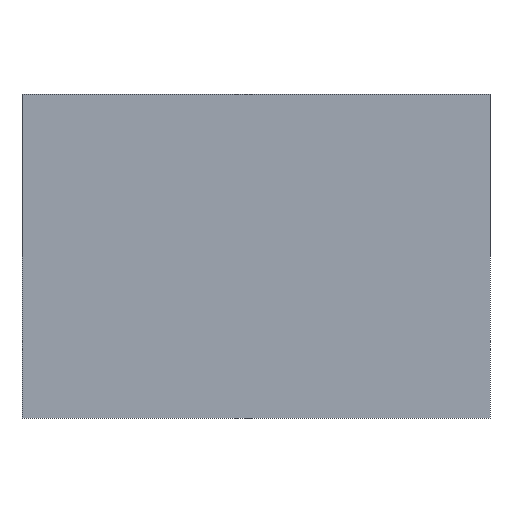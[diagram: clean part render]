
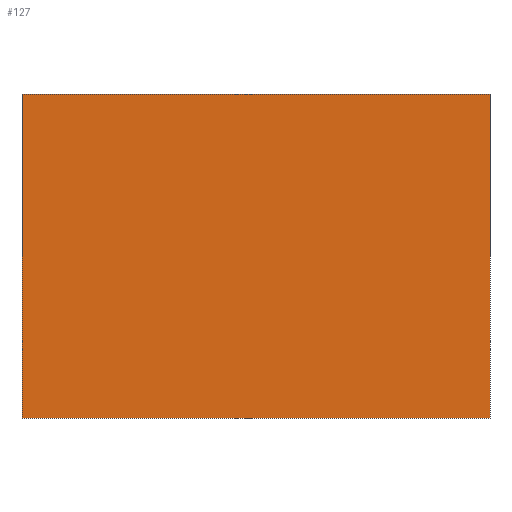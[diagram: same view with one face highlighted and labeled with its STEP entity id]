
A CAD part, front view. The second image highlights one B-rep face of the part: STEP entity #127.
In plain terms, the highlighted planar face has unit normal (0, -1, 0).
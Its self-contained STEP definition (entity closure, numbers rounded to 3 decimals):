
#15 = PLANE ( 'NONE',  #177 ) ;
#40 = VERTEX_POINT ( 'NONE', #364 ) ;
#42 = EDGE_CURVE ( 'NONE', #334, #284, #122, .T. ) ;
#45 = EDGE_LOOP ( 'NONE', ( #84, #197, #107, #146 ) ) ;
#50 = CARTESIAN_POINT ( 'NONE',  ( -3.25, 0., 2.25 ) ) ;
#56 = CARTESIAN_POINT ( 'NONE',  ( 3.25, 0., -2.25 ) ) ;
#60 = CARTESIAN_POINT ( 'NONE',  ( -3.25, 0., -2.25 ) ) ;
#77 = DIRECTION ( 'NONE',  ( 0., 0., -1. ) ) ;
#84 = ORIENTED_EDGE ( 'NONE', *, *, #250, .F. ) ;
#107 = ORIENTED_EDGE ( 'NONE', *, *, #132, .F. ) ;
#110 = DIRECTION ( 'NONE',  ( 0., 0., 1. ) ) ;
#122 = LINE ( 'NONE', #165, #228 ) ;
#127 = ADVANCED_FACE ( 'NONE', ( #302 ), #15, .T. ) ;
#132 = EDGE_CURVE ( 'NONE', #284, #192, #356, .T. ) ;
#146 = ORIENTED_EDGE ( 'NONE', *, *, #42, .F. ) ;
#165 = CARTESIAN_POINT ( 'NONE',  ( -3.25, 0., -2.25 ) ) ;
#170 = DIRECTION ( 'NONE',  ( 0., -1., 0. ) ) ;
#177 = AXIS2_PLACEMENT_3D ( 'NONE', #222, #170, #77 ) ;
#178 = CARTESIAN_POINT ( 'NONE',  ( -3.25, 0., 2.25 ) ) ;
#182 = DIRECTION ( 'NONE',  ( 1., 0., 0. ) ) ;
#192 = VERTEX_POINT ( 'NONE', #50 ) ;
#197 = ORIENTED_EDGE ( 'NONE', *, *, #298, .F. ) ;
#222 = CARTESIAN_POINT ( 'NONE',  ( 0., 0., 0. ) ) ;
#228 = VECTOR ( 'NONE', #244, 1000. ) ;
#244 = DIRECTION ( 'NONE',  ( -1., 0., 0. ) ) ;
#250 = EDGE_CURVE ( 'NONE', #40, #334, #292, .T. ) ;
#254 = VECTOR ( 'NONE', #374, 1000. ) ;
#278 = VECTOR ( 'NONE', #110, 1000. ) ;
#284 = VERTEX_POINT ( 'NONE', #60 ) ;
#292 = LINE ( 'NONE', #367, #254 ) ;
#298 = EDGE_CURVE ( 'NONE', #192, #40, #360, .T. ) ;
#302 = FACE_OUTER_BOUND ( 'NONE', #45, .T. ) ;
#334 = VERTEX_POINT ( 'NONE', #56 ) ;
#353 = VECTOR ( 'NONE', #182, 1000. ) ;
#356 = LINE ( 'NONE', #369, #278 ) ;
#360 = LINE ( 'NONE', #178, #353 ) ;
#364 = CARTESIAN_POINT ( 'NONE',  ( 3.25, 0., 2.25 ) ) ;
#367 = CARTESIAN_POINT ( 'NONE',  ( 3.25, 0., 2.25 ) ) ;
#369 = CARTESIAN_POINT ( 'NONE',  ( -3.25, 0., 2.25 ) ) ;
#374 = DIRECTION ( 'NONE',  ( 0., 0., -1. ) ) ;
